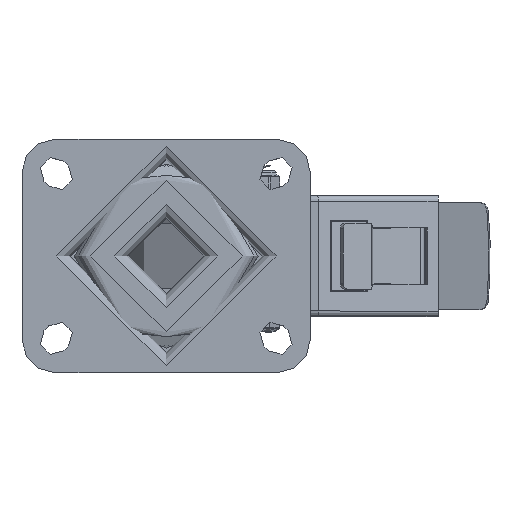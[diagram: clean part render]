
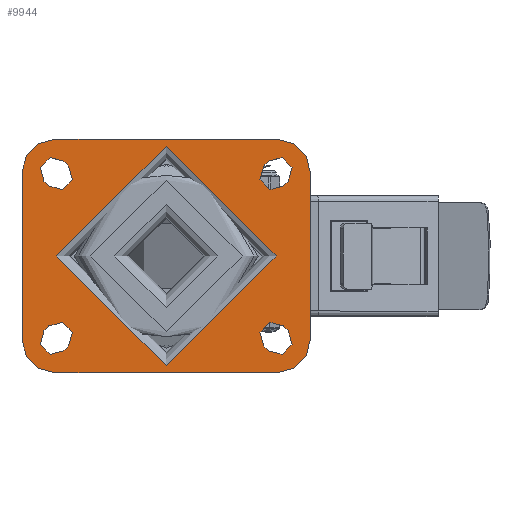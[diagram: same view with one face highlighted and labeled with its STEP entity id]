
A CAD part, top view. The second image highlights one B-rep face of the part: STEP entity #9944.
In plain terms, the highlighted planar face has unit normal (0, 0, 1).
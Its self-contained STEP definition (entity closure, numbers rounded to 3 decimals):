
#544=FACE_BOUND('',#3492,.T.);
#545=FACE_BOUND('',#3493,.T.);
#546=FACE_BOUND('',#3494,.T.);
#547=FACE_BOUND('',#3495,.T.);
#548=FACE_BOUND('',#3496,.T.);
#615=PLANE('',#10780);
#1019=LINE('',#14979,#1912);
#1020=LINE('',#14980,#1913);
#1021=LINE('',#14981,#1914);
#1022=LINE('',#14982,#1915);
#1023=LINE('',#14983,#1916);
#1024=LINE('',#14984,#1917);
#1025=LINE('',#14985,#1918);
#1026=LINE('',#14986,#1919);
#1027=LINE('',#14987,#1920);
#1028=LINE('',#14988,#1921);
#1029=LINE('',#14989,#1922);
#1030=LINE('',#14990,#1923);
#1912=VECTOR('',#12011,1000.);
#1913=VECTOR('',#12012,1000.);
#1914=VECTOR('',#12013,1000.);
#1915=VECTOR('',#12014,1000.);
#1916=VECTOR('',#12015,1000.);
#1917=VECTOR('',#12016,1000.);
#1918=VECTOR('',#12017,1000.);
#1919=VECTOR('',#12018,1000.);
#1920=VECTOR('',#12019,1000.);
#1921=VECTOR('',#12020,1000.);
#1922=VECTOR('',#12021,1000.);
#1923=VECTOR('',#12022,1000.);
#2916=FACE_OUTER_BOUND('',#3491,.T.);
#3491=EDGE_LOOP('',(#7140,#7141,#7142,#7143,#7144,#7145,#7146,#7147));
#3492=EDGE_LOOP('',(#7148,#7149,#7150,#7151));
#3493=EDGE_LOOP('',(#7152,#7153,#7154,#7155));
#3494=EDGE_LOOP('',(#7156,#7157,#7158,#7159));
#3495=EDGE_LOOP('',(#7160,#7161,#7162,#7163));
#3496=EDGE_LOOP('',(#7164));
#4113=CIRCLE('',#10659,5.125);
#4114=CIRCLE('',#10661,5.125);
#4117=CIRCLE('',#10665,5.125);
#4118=CIRCLE('',#10667,5.125);
#4120=CIRCLE('',#10670,5.125);
#4123=CIRCLE('',#10674,5.125);
#4124=CIRCLE('',#10676,5.125);
#4127=CIRCLE('',#10680,5.125);
#4128=CIRCLE('',#10682,12.);
#4130=CIRCLE('',#10685,12.);
#4132=CIRCLE('',#10688,12.);
#4134=CIRCLE('',#10691,12.);
#4155=CIRCLE('',#10722,40.);
#4507=VERTEX_POINT('',#14619);
#4508=VERTEX_POINT('',#14621);
#4509=VERTEX_POINT('',#14625);
#4510=VERTEX_POINT('',#14626);
#4515=VERTEX_POINT('',#14637);
#4516=VERTEX_POINT('',#14639);
#4517=VERTEX_POINT('',#14643);
#4518=VERTEX_POINT('',#14644);
#4521=VERTEX_POINT('',#14652);
#4522=VERTEX_POINT('',#14653);
#4527=VERTEX_POINT('',#14664);
#4528=VERTEX_POINT('',#14666);
#4529=VERTEX_POINT('',#14670);
#4530=VERTEX_POINT('',#14671);
#4535=VERTEX_POINT('',#14682);
#4536=VERTEX_POINT('',#14684);
#4537=VERTEX_POINT('',#14688);
#4538=VERTEX_POINT('',#14689);
#4541=VERTEX_POINT('',#14697);
#4542=VERTEX_POINT('',#14698);
#4545=VERTEX_POINT('',#14706);
#4546=VERTEX_POINT('',#14707);
#4549=VERTEX_POINT('',#14715);
#4550=VERTEX_POINT('',#14716);
#4567=VERTEX_POINT('',#14770);
#5463=EDGE_CURVE('',#4508,#4507,#4113,.T.);
#5465=EDGE_CURVE('',#4509,#4510,#4114,.T.);
#5471=EDGE_CURVE('',#4516,#4515,#4117,.T.);
#5473=EDGE_CURVE('',#4517,#4518,#4118,.T.);
#5477=EDGE_CURVE('',#4521,#4522,#4120,.T.);
#5483=EDGE_CURVE('',#4528,#4527,#4123,.T.);
#5485=EDGE_CURVE('',#4529,#4530,#4124,.T.);
#5491=EDGE_CURVE('',#4536,#4535,#4127,.T.);
#5493=EDGE_CURVE('',#4537,#4538,#4128,.T.);
#5497=EDGE_CURVE('',#4541,#4542,#4130,.T.);
#5501=EDGE_CURVE('',#4545,#4546,#4132,.T.);
#5505=EDGE_CURVE('',#4549,#4550,#4134,.T.);
#5532=EDGE_CURVE('',#4567,#4567,#4155,.T.);
#5636=EDGE_CURVE('',#4546,#4549,#1019,.T.);
#5637=EDGE_CURVE('',#4542,#4545,#1020,.T.);
#5638=EDGE_CURVE('',#4538,#4541,#1021,.T.);
#5639=EDGE_CURVE('',#4550,#4537,#1022,.T.);
#5640=EDGE_CURVE('',#4507,#4509,#1023,.T.);
#5641=EDGE_CURVE('',#4510,#4508,#1024,.T.);
#5642=EDGE_CURVE('',#4515,#4517,#1025,.T.);
#5643=EDGE_CURVE('',#4518,#4516,#1026,.T.);
#5644=EDGE_CURVE('',#4522,#4528,#1027,.T.);
#5645=EDGE_CURVE('',#4527,#4521,#1028,.T.);
#5646=EDGE_CURVE('',#4530,#4536,#1029,.T.);
#5647=EDGE_CURVE('',#4535,#4529,#1030,.T.);
#7140=ORIENTED_EDGE('',*,*,#5505,.F.);
#7141=ORIENTED_EDGE('',*,*,#5636,.F.);
#7142=ORIENTED_EDGE('',*,*,#5501,.F.);
#7143=ORIENTED_EDGE('',*,*,#5637,.F.);
#7144=ORIENTED_EDGE('',*,*,#5497,.F.);
#7145=ORIENTED_EDGE('',*,*,#5638,.F.);
#7146=ORIENTED_EDGE('',*,*,#5493,.F.);
#7147=ORIENTED_EDGE('',*,*,#5639,.F.);
#7148=ORIENTED_EDGE('',*,*,#5640,.T.);
#7149=ORIENTED_EDGE('',*,*,#5465,.T.);
#7150=ORIENTED_EDGE('',*,*,#5641,.T.);
#7151=ORIENTED_EDGE('',*,*,#5463,.T.);
#7152=ORIENTED_EDGE('',*,*,#5642,.T.);
#7153=ORIENTED_EDGE('',*,*,#5473,.T.);
#7154=ORIENTED_EDGE('',*,*,#5643,.T.);
#7155=ORIENTED_EDGE('',*,*,#5471,.T.);
#7156=ORIENTED_EDGE('',*,*,#5644,.T.);
#7157=ORIENTED_EDGE('',*,*,#5483,.T.);
#7158=ORIENTED_EDGE('',*,*,#5645,.T.);
#7159=ORIENTED_EDGE('',*,*,#5477,.T.);
#7160=ORIENTED_EDGE('',*,*,#5646,.T.);
#7161=ORIENTED_EDGE('',*,*,#5491,.T.);
#7162=ORIENTED_EDGE('',*,*,#5647,.T.);
#7163=ORIENTED_EDGE('',*,*,#5485,.T.);
#7164=ORIENTED_EDGE('',*,*,#5532,.F.);
#9944=ADVANCED_FACE('',(#2916,#544,#545,#546,#547,#548),#615,.T.);
#10659=AXIS2_PLACEMENT_3D('',#14622,#11691,#11692);
#10661=AXIS2_PLACEMENT_3D('',#14627,#11696,#11697);
#10665=AXIS2_PLACEMENT_3D('',#14640,#11707,#11708);
#10667=AXIS2_PLACEMENT_3D('',#14645,#11712,#11713);
#10670=AXIS2_PLACEMENT_3D('',#14654,#11720,#11721);
#10674=AXIS2_PLACEMENT_3D('',#14667,#11731,#11732);
#10676=AXIS2_PLACEMENT_3D('',#14672,#11736,#11737);
#10680=AXIS2_PLACEMENT_3D('',#14685,#11747,#11748);
#10682=AXIS2_PLACEMENT_3D('',#14690,#11752,#11753);
#10685=AXIS2_PLACEMENT_3D('',#14699,#11760,#11761);
#10688=AXIS2_PLACEMENT_3D('',#14708,#11768,#11769);
#10691=AXIS2_PLACEMENT_3D('',#14717,#11776,#11777);
#10722=AXIS2_PLACEMENT_3D('',#14771,#11844,#11845);
#10780=AXIS2_PLACEMENT_3D('',#14978,#12009,#12010);
#11691=DIRECTION('center_axis',(0.,0.,-1.));
#11692=DIRECTION('ref_axis',(-1.,0.,0.));
#11696=DIRECTION('center_axis',(0.,0.,-1.));
#11697=DIRECTION('ref_axis',(-1.,0.,0.));
#11707=DIRECTION('center_axis',(0.,0.,-1.));
#11708=DIRECTION('ref_axis',(-1.,0.,0.));
#11712=DIRECTION('center_axis',(0.,0.,-1.));
#11713=DIRECTION('ref_axis',(-1.,0.,0.));
#11720=DIRECTION('center_axis',(0.,0.,-1.));
#11721=DIRECTION('ref_axis',(1.,0.,0.));
#11731=DIRECTION('center_axis',(0.,0.,-1.));
#11732=DIRECTION('ref_axis',(1.,0.,0.));
#11736=DIRECTION('center_axis',(0.,0.,-1.));
#11737=DIRECTION('ref_axis',(1.,0.,0.));
#11747=DIRECTION('center_axis',(0.,0.,-1.));
#11748=DIRECTION('ref_axis',(1.,0.,0.));
#11752=DIRECTION('center_axis',(0.,0.,-1.));
#11753=DIRECTION('ref_axis',(-0.707,0.707,0.));
#11760=DIRECTION('center_axis',(0.,0.,-1.));
#11761=DIRECTION('ref_axis',(0.707,0.707,0.));
#11768=DIRECTION('center_axis',(0.,0.,-1.));
#11769=DIRECTION('ref_axis',(0.707,-0.707,0.));
#11776=DIRECTION('center_axis',(0.,0.,-1.));
#11777=DIRECTION('ref_axis',(-0.707,-0.707,0.));
#11844=DIRECTION('center_axis',(0.,0.,1.));
#11845=DIRECTION('ref_axis',(1.,0.,0.));
#12009=DIRECTION('center_axis',(0.,0.,1.));
#12010=DIRECTION('ref_axis',(1.,0.,0.));
#12011=DIRECTION('',(-1.,0.,0.));
#12012=DIRECTION('',(0.,-1.,0.));
#12013=DIRECTION('',(1.,0.,0.));
#12014=DIRECTION('',(0.,1.,0.));
#12015=DIRECTION('',(-0.707,0.707,0.));
#12016=DIRECTION('',(0.707,-0.707,0.));
#12017=DIRECTION('',(-0.707,-0.707,0.));
#12018=DIRECTION('',(0.707,0.707,0.));
#12019=DIRECTION('',(-0.707,-0.707,0.));
#12020=DIRECTION('',(0.707,0.707,0.));
#12021=DIRECTION('',(-0.707,0.707,0.));
#12022=DIRECTION('',(0.707,-0.707,0.));
#14619=CARTESIAN_POINT('',(37.26,-34.508,0.));
#14621=CARTESIAN_POINT('',(44.508,-27.26,0.));
#14622=CARTESIAN_POINT('Origin',(40.884,-30.884,0.));
#14625=CARTESIAN_POINT('',(35.492,-32.74,0.));
#14626=CARTESIAN_POINT('',(42.74,-25.492,0.));
#14627=CARTESIAN_POINT('Origin',(39.116,-29.116,0.));
#14637=CARTESIAN_POINT('',(44.508,27.26,0.));
#14639=CARTESIAN_POINT('',(37.26,34.508,0.));
#14640=CARTESIAN_POINT('Origin',(40.884,30.884,0.));
#14643=CARTESIAN_POINT('',(42.74,25.492,0.));
#14644=CARTESIAN_POINT('',(35.492,32.74,0.));
#14645=CARTESIAN_POINT('Origin',(39.116,29.116,0.));
#14652=CARTESIAN_POINT('',(-42.74,-25.492,0.));
#14653=CARTESIAN_POINT('',(-35.492,-32.74,0.));
#14654=CARTESIAN_POINT('Origin',(-39.116,-29.116,0.));
#14664=CARTESIAN_POINT('',(-44.508,-27.26,0.));
#14666=CARTESIAN_POINT('',(-37.26,-34.508,0.));
#14667=CARTESIAN_POINT('Origin',(-40.884,-30.884,0.));
#14670=CARTESIAN_POINT('',(-35.492,32.74,0.));
#14671=CARTESIAN_POINT('',(-42.74,25.492,0.));
#14672=CARTESIAN_POINT('Origin',(-39.116,29.116,0.));
#14682=CARTESIAN_POINT('',(-37.26,34.508,0.));
#14684=CARTESIAN_POINT('',(-44.508,27.26,0.));
#14685=CARTESIAN_POINT('Origin',(-40.884,30.884,0.));
#14688=CARTESIAN_POINT('',(-52.5,30.5,0.));
#14689=CARTESIAN_POINT('',(-40.5,42.5,0.));
#14690=CARTESIAN_POINT('Origin',(-40.5,30.5,0.));
#14697=CARTESIAN_POINT('',(40.5,42.5,0.));
#14698=CARTESIAN_POINT('',(52.5,30.5,0.));
#14699=CARTESIAN_POINT('Origin',(40.5,30.5,0.));
#14706=CARTESIAN_POINT('',(52.5,-30.5,0.));
#14707=CARTESIAN_POINT('',(40.5,-42.5,0.));
#14708=CARTESIAN_POINT('Origin',(40.5,-30.5,0.));
#14715=CARTESIAN_POINT('',(-40.5,-42.5,0.));
#14716=CARTESIAN_POINT('',(-52.5,-30.5,0.));
#14717=CARTESIAN_POINT('Origin',(-40.5,-30.5,0.));
#14770=CARTESIAN_POINT('',(40.,0.,0.));
#14771=CARTESIAN_POINT('Origin',(0.,0.,0.));
#14978=CARTESIAN_POINT('Origin',(0.,0.,0.));
#14979=CARTESIAN_POINT('',(52.5,-42.5,0.));
#14980=CARTESIAN_POINT('',(52.5,42.5,0.));
#14981=CARTESIAN_POINT('',(-52.5,42.5,0.));
#14982=CARTESIAN_POINT('',(-52.5,-42.5,0.));
#14983=CARTESIAN_POINT('',(37.26,-34.508,0.));
#14984=CARTESIAN_POINT('',(44.508,-27.26,0.));
#14985=CARTESIAN_POINT('',(44.508,27.26,0.));
#14986=CARTESIAN_POINT('',(37.26,34.508,0.));
#14987=CARTESIAN_POINT('',(-37.26,-34.508,0.));
#14988=CARTESIAN_POINT('',(-44.508,-27.26,0.));
#14989=CARTESIAN_POINT('',(-44.508,27.26,0.));
#14990=CARTESIAN_POINT('',(-37.26,34.508,0.));
